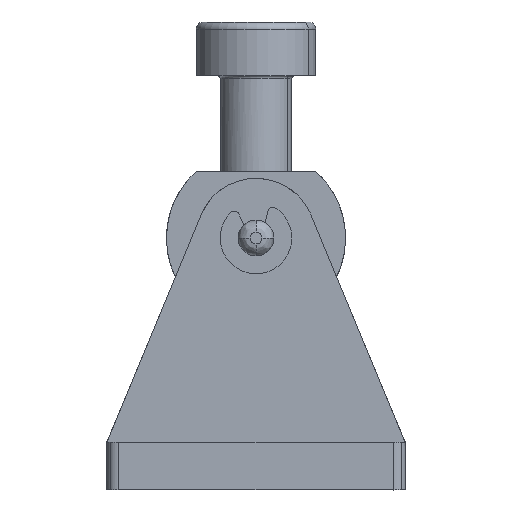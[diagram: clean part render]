
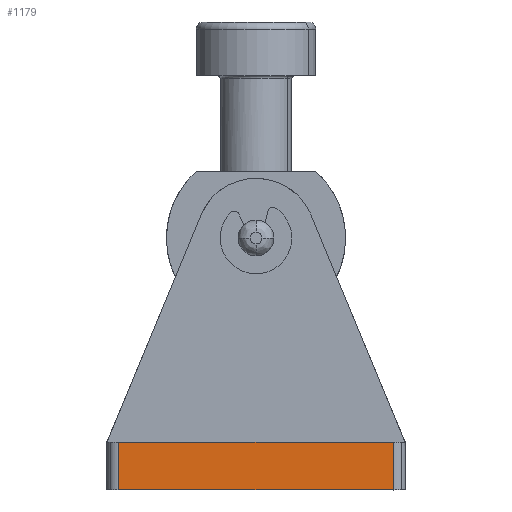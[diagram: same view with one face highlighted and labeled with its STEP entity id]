
A CAD part, front view. The second image highlights one B-rep face of the part: STEP entity #1179.
In plain terms, the highlighted planar face has unit normal (0, -1, 0).
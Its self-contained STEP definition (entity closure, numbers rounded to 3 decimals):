
#1166=AXIS2_PLACEMENT_3D('Plane Axis2P3D',#1163,#1164,#1165) ;
#697=CARTESIAN_POINT('Vertex',(24.,0.,4.)) ;
#751=CARTESIAN_POINT('Vertex',(1.,0.,4.)) ;
#754=CARTESIAN_POINT('Line Origine',(12.5,0.,4.)) ;
#1015=CARTESIAN_POINT('Line Origine',(24.,0.,3.)) ;
#1019=CARTESIAN_POINT('Vertex',(24.,0.,0.)) ;
#1148=CARTESIAN_POINT('Vertex',(1.,0.,0.)) ;
#1151=CARTESIAN_POINT('Line Origine',(1.,0.,1.)) ;
#1163=CARTESIAN_POINT('Axis2P3D Location',(12.5,0.,2.)) ;
#1168=CARTESIAN_POINT('Line Origine',(12.5,0.,0.)) ;
#755=DIRECTION('Vector Direction',(-1.,0.,0.)) ;
#1016=DIRECTION('Vector Direction',(0.,0.,1.)) ;
#1152=DIRECTION('Vector Direction',(0.,0.,-1.)) ;
#1164=DIRECTION('Axis2P3D Direction',(0.,-1.,0.)) ;
#1165=DIRECTION('Axis2P3D XDirection',(0.,0.,-1.)) ;
#1169=DIRECTION('Vector Direction',(1.,0.,0.)) ;
#756=VECTOR('Line Direction',#755,1.) ;
#1017=VECTOR('Line Direction',#1016,1.) ;
#1153=VECTOR('Line Direction',#1152,1.) ;
#1170=VECTOR('Line Direction',#1169,1.) ;
#1174=ORIENTED_EDGE('',*,*,#1021,.F.) ;
#1175=ORIENTED_EDGE('',*,*,#758,.T.) ;
#1176=ORIENTED_EDGE('',*,*,#1155,.F.) ;
#1177=ORIENTED_EDGE('',*,*,#1172,.T.) ;
#1179=ADVANCED_FACE('Volumenk\X2\00F6\X0\rper2',(#1178),#1167,.T.) ;
#758=EDGE_CURVE('',#698,#752,#757,.T.) ;
#1021=EDGE_CURVE('',#698,#1020,#1018,.F.) ;
#1155=EDGE_CURVE('',#1149,#752,#1154,.F.) ;
#1172=EDGE_CURVE('',#1149,#1020,#1171,.T.) ;
#1173=EDGE_LOOP('',(#1174,#1175,#1176,#1177)) ;
#1178=FACE_OUTER_BOUND('',#1173,.T.) ;
#757=LINE('Line',#754,#756) ;
#1018=LINE('Line',#1015,#1017) ;
#1154=LINE('Line',#1151,#1153) ;
#1171=LINE('Line',#1168,#1170) ;
#1167=PLANE('',#1166) ;
#698=VERTEX_POINT('',#697) ;
#752=VERTEX_POINT('',#751) ;
#1020=VERTEX_POINT('',#1019) ;
#1149=VERTEX_POINT('',#1148) ;
